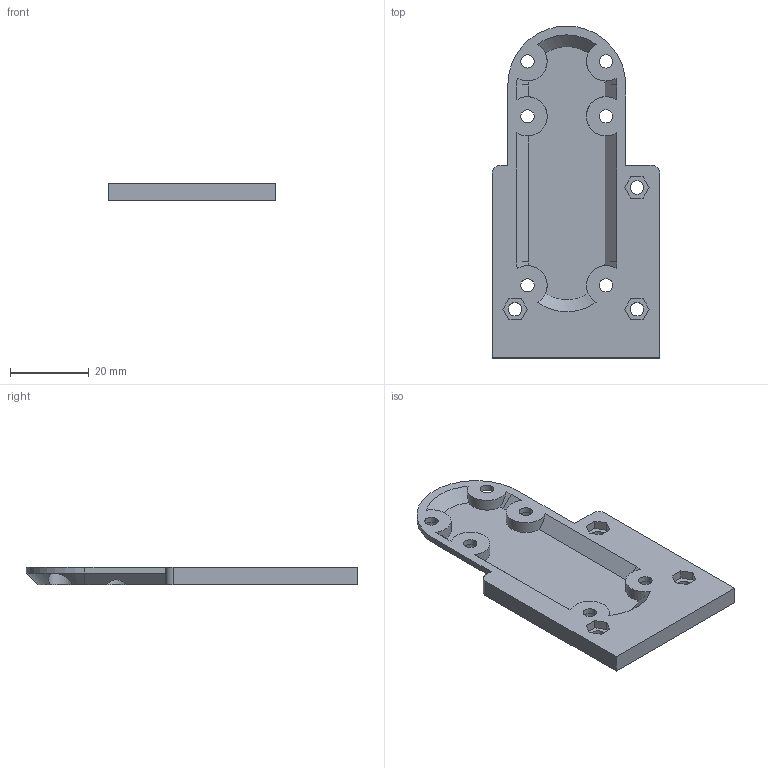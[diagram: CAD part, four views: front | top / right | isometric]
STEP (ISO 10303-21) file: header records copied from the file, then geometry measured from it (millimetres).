
FILE_DESCRIPTION(/* description */ (''),/* implementation_level */ '2;1');
FILE_NAME(/* name */ 'nema mount.step',/* time_stamp */ '2021-03-29T21:03:41-05:00',/* author */ (''),/* organization */ (''),/* preprocessor_version */ 'ST-DEVELOPER v18.1',/* originating_system */ 'Autodesk Translation Framework v9.10.0.1330',/* authorisation */ '');
FILE_SCHEMA (('AUTOMOTIVE_DESIGN { 1 0 10303 214 3 1 1 }'));
Length unit declared in the file: millimetre
Products named in the file (1): nema mount
Bounding box: 42.7 x 84.5 x 4.5 mm (x, y, z)
Volume: 8967.3 mm3; surface area: 7868.9 mm2
Topology: 1 solids, 1 shells, 74 faces, 196 edges, 130 vertices
Faces by surface type: plane 43, cylinder 24, cone 7
Full cylindrical faces by diameter (mm): 3.4 x9, 6.5 x6
Entity records: 2449 total; most frequent: CARTESIAN_POINT 498, DIRECTION 407, ORIENTED_EDGE 392, EDGE_CURVE 196, AXIS2_PLACEMENT_3D 147, VERTEX_POINT 130, LINE 113, VECTOR 113
